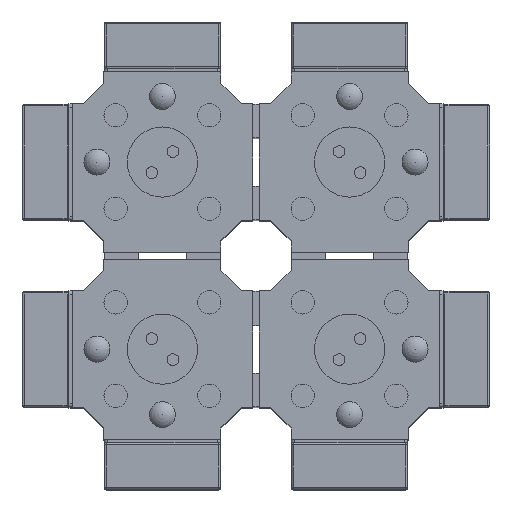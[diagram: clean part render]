
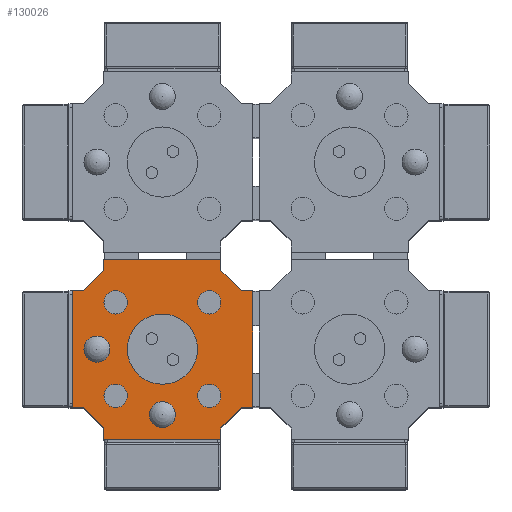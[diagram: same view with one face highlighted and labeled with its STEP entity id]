
A CAD part, top view. The second image highlights one B-rep face of the part: STEP entity #130026.
In plain terms, the highlighted planar face has unit normal (0, 0, 1).
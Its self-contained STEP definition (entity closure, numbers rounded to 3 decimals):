
#2539=CARTESIAN_POINT('',(50.,40.,200.0));
#2540=VERTEX_POINT('',#2539);
#2541=CARTESIAN_POINT('',(40.,40.,200.0));
#2542=DIRECTION('',(0.0,0.0,-1.0));
#2543=DIRECTION('',(-1.0,0.0,0.0));
#2544=AXIS2_PLACEMENT_3D('',#2541,#2542,#2543);
#2545=CIRCLE('',#2544,10.0);
#2546=EDGE_CURVE('',#2540,#2540,#2545,.T.);
#2576=CARTESIAN_POINT('',(50.0,-40.,200.0));
#2577=VERTEX_POINT('',#2576);
#2578=CARTESIAN_POINT('',(40.,-40.,200.0));
#2579=DIRECTION('',(0.0,0.0,-1.0));
#2580=DIRECTION('',(-1.0,0.0,0.0));
#2581=AXIS2_PLACEMENT_3D('',#2578,#2579,#2580);
#2582=CIRCLE('',#2581,10.0);
#2583=EDGE_CURVE('',#2577,#2577,#2582,.T.);
#2613=CARTESIAN_POINT('',(-30.0,-40.,200.0));
#2614=VERTEX_POINT('',#2613);
#2615=CARTESIAN_POINT('',(-40.0,-40.,200.0));
#2616=DIRECTION('',(0.0,0.0,-1.0));
#2617=DIRECTION('',(-1.0,0.0,0.0));
#2618=AXIS2_PLACEMENT_3D('',#2615,#2616,#2617);
#2619=CIRCLE('',#2618,10.0);
#2620=EDGE_CURVE('',#2614,#2614,#2619,.T.);
#2650=CARTESIAN_POINT('',(-30.0,40.0,200.0));
#2651=VERTEX_POINT('',#2650);
#2652=CARTESIAN_POINT('',(-40.0,40.0,200.0));
#2653=DIRECTION('',(0.0,0.0,-1.0));
#2654=DIRECTION('',(-1.0,0.0,0.0));
#2655=AXIS2_PLACEMENT_3D('',#2652,#2653,#2654);
#2656=CIRCLE('',#2655,10.0);
#2657=EDGE_CURVE('',#2651,#2651,#2656,.T.);
#3112=CARTESIAN_POINT('',(29.99,0.,200.0));
#3113=VERTEX_POINT('',#3112);
#3114=CARTESIAN_POINT('',(0.0,0.0,200.0));
#3115=DIRECTION('',(0.0,0.0,-1.0));
#3116=DIRECTION('',(-1.0,0.0,0.0));
#3117=AXIS2_PLACEMENT_3D('',#3114,#3115,#3116);
#3118=CIRCLE('',#3117,29.99);
#3119=EDGE_CURVE('',#3113,#3113,#3118,.T.);
#3246=CARTESIAN_POINT('',(-67.124,0.0,200.0));
#3247=VERTEX_POINT('',#3246);
#3248=CARTESIAN_POINT('',(-56.0,0.0,200.0));
#3249=DIRECTION('',(0.0,0.0,-1.0));
#3250=DIRECTION('',(0.0,1.0,0.0));
#3251=AXIS2_PLACEMENT_3D('',#3248,#3249,#3250);
#3252=CIRCLE('',#3251,11.124);
#3253=EDGE_CURVE('',#3247,#3247,#3252,.T.);
#3263=CARTESIAN_POINT('',(0.0,-67.124,200.0));
#3264=VERTEX_POINT('',#3263);
#3265=CARTESIAN_POINT('',(0.0,-56.0,200.0));
#3266=DIRECTION('',(0.0,0.0,-1.0));
#3267=DIRECTION('',(0.0,1.0,0.0));
#3268=AXIS2_PLACEMENT_3D('',#3265,#3266,#3267);
#3269=CIRCLE('',#3268,11.124);
#3270=EDGE_CURVE('',#3264,#3264,#3269,.T.);
#18598=CARTESIAN_POINT('',(-67.38,-50.0,200.0));
#18599=VERTEX_POINT('',#18598);
#18600=CARTESIAN_POINT('',(-77.0,-50.,200.0));
#18601=VERTEX_POINT('',#18600);
#18602=CARTESIAN_POINT('',(-67.38,-50.0,200.0));
#18603=DIRECTION('',(-1.0,0.0,0.0));
#18604=VECTOR('',#18603,9.62);
#18605=LINE('',#18602,#18604);
#18606=EDGE_CURVE('',#18599,#18601,#18605,.T.);
#67722=CARTESIAN_POINT('',(-77.0,50.,200.0));
#67723=VERTEX_POINT('',#67722);
#67724=CARTESIAN_POINT('',(-67.38,50.0,200.0));
#67725=VERTEX_POINT('',#67724);
#67726=CARTESIAN_POINT('',(-77.0,50.,200.0));
#67727=DIRECTION('',(1.0,0.0,0.0));
#67728=VECTOR('',#67727,9.62);
#67729=LINE('',#67726,#67728);
#67730=EDGE_CURVE('',#67723,#67725,#67729,.T.);
#67843=CARTESIAN_POINT('',(-50.0,67.38,200.0));
#67844=VERTEX_POINT('',#67843);
#67845=CARTESIAN_POINT('',(-50.0,77.0,200.0));
#67846=VERTEX_POINT('',#67845);
#67847=CARTESIAN_POINT('',(-50.0,67.38,200.0));
#67848=DIRECTION('',(0.0,1.0,0.0));
#67849=VECTOR('',#67848,9.62);
#67850=LINE('',#67847,#67849);
#67851=EDGE_CURVE('',#67844,#67846,#67850,.T.);
#67983=CARTESIAN_POINT('',(-50.,-77.0,200.0));
#67984=VERTEX_POINT('',#67983);
#67985=CARTESIAN_POINT('',(-50.0,-67.38,200.0));
#67986=VERTEX_POINT('',#67985);
#67987=CARTESIAN_POINT('',(-50.,-77.0,200.0));
#67988=DIRECTION('',(0.0,1.0,0.0));
#67989=VECTOR('',#67988,9.62);
#67990=LINE('',#67987,#67989);
#67991=EDGE_CURVE('',#67984,#67986,#67990,.T.);
#70285=CARTESIAN_POINT('',(77.0,-50.,200.0));
#70286=VERTEX_POINT('',#70285);
#70287=CARTESIAN_POINT('',(67.38,-50.,200.0));
#70288=VERTEX_POINT('',#70287);
#70289=CARTESIAN_POINT('',(77.0,-50.,200.0));
#70290=DIRECTION('',(-1.0,0.0,0.0));
#70291=VECTOR('',#70290,9.62);
#70292=LINE('',#70289,#70291);
#70293=EDGE_CURVE('',#70286,#70288,#70292,.T.);
#72541=CARTESIAN_POINT('',(50.,-67.38,200.0));
#72542=VERTEX_POINT('',#72541);
#72543=CARTESIAN_POINT('',(50.,-77.0,200.0));
#72544=VERTEX_POINT('',#72543);
#72545=CARTESIAN_POINT('',(50.,-67.38,200.0));
#72546=DIRECTION('',(0.0,-1.0,0.0));
#72547=VECTOR('',#72546,9.62);
#72548=LINE('',#72545,#72547);
#72549=EDGE_CURVE('',#72542,#72544,#72548,.T.);
#129612=CARTESIAN_POINT('',(-67.38,50.0,200.0));
#129613=DIRECTION('',(0.707,0.707,0.0));
#129614=VECTOR('',#129613,24.579);
#129615=LINE('',#129612,#129614);
#129616=EDGE_CURVE('',#67725,#67844,#129615,.T.);
#129650=CARTESIAN_POINT('',(50.,77.0,200.0));
#129651=VERTEX_POINT('',#129650);
#129652=CARTESIAN_POINT('',(-50.0,77.0,200.0));
#129653=DIRECTION('',(1.0,0.0,0.0));
#129654=VECTOR('',#129653,100.);
#129655=LINE('',#129652,#129654);
#129656=EDGE_CURVE('',#67846,#129651,#129655,.T.);
#129686=CARTESIAN_POINT('',(50.,67.38,200.0));
#129687=VERTEX_POINT('',#129686);
#129688=CARTESIAN_POINT('',(50.,77.0,200.0));
#129689=DIRECTION('',(0.0,-1.0,0.0));
#129690=VECTOR('',#129689,9.62);
#129691=LINE('',#129688,#129690);
#129692=EDGE_CURVE('',#129651,#129687,#129691,.T.);
#129710=CARTESIAN_POINT('',(67.38,50.,200.0));
#129711=VERTEX_POINT('',#129710);
#129712=CARTESIAN_POINT('',(50.,67.38,200.0));
#129713=DIRECTION('',(0.707,-0.707,0.0));
#129714=VECTOR('',#129713,24.579);
#129715=LINE('',#129712,#129714);
#129716=EDGE_CURVE('',#129687,#129711,#129715,.T.);
#129734=CARTESIAN_POINT('',(77.0,50.,200.0));
#129735=VERTEX_POINT('',#129734);
#129736=CARTESIAN_POINT('',(67.38,50.,200.0));
#129737=DIRECTION('',(1.0,0.0,0.0));
#129738=VECTOR('',#129737,9.62);
#129739=LINE('',#129736,#129738);
#129740=EDGE_CURVE('',#129711,#129735,#129739,.T.);
#129758=CARTESIAN_POINT('',(77.0,50.,200.0));
#129759=DIRECTION('',(0.0,-1.0,0.0));
#129760=VECTOR('',#129759,100.0);
#129761=LINE('',#129758,#129760);
#129762=EDGE_CURVE('',#129735,#70286,#129761,.T.);
#129802=CARTESIAN_POINT('',(67.38,-50.,200.0));
#129803=DIRECTION('',(-0.707,-0.707,0.0));
#129804=VECTOR('',#129803,24.579);
#129805=LINE('',#129802,#129804);
#129806=EDGE_CURVE('',#70288,#72542,#129805,.T.);
#129840=CARTESIAN_POINT('',(50.,-77.0,200.0));
#129841=DIRECTION('',(-1.0,0.0,0.0));
#129842=VECTOR('',#129841,100.0);
#129843=LINE('',#129840,#129842);
#129844=EDGE_CURVE('',#72544,#67984,#129843,.T.);
#129902=CARTESIAN_POINT('',(-50.0,-67.38,200.0));
#129903=DIRECTION('',(-0.707,0.707,0.0));
#129904=VECTOR('',#129903,24.579);
#129905=LINE('',#129902,#129904);
#129906=EDGE_CURVE('',#67986,#18599,#129905,.T.);
#129940=CARTESIAN_POINT('',(-77.0,-50.,200.0));
#129941=DIRECTION('',(0.0,1.0,0.0));
#129942=VECTOR('',#129941,100.);
#129943=LINE('',#129940,#129942);
#129944=EDGE_CURVE('',#18601,#67723,#129943,.T.);
#129982=CARTESIAN_POINT('',(0.,0.,200.0));
#129983=DIRECTION('',(0.0,0.0,1.0));
#129984=DIRECTION('',(1.0,0.0,0.0));
#129985=AXIS2_PLACEMENT_3D('',#129982,#129983,#129984);
#129986=PLANE('',#129985);
#129987=ORIENTED_EDGE('',*,*,#67730,.F.);
#129988=ORIENTED_EDGE('',*,*,#129944,.F.);
#129989=ORIENTED_EDGE('',*,*,#18606,.F.);
#129990=ORIENTED_EDGE('',*,*,#129906,.F.);
#129991=ORIENTED_EDGE('',*,*,#67991,.F.);
#129992=ORIENTED_EDGE('',*,*,#129844,.F.);
#129993=ORIENTED_EDGE('',*,*,#72549,.F.);
#129994=ORIENTED_EDGE('',*,*,#129806,.F.);
#129995=ORIENTED_EDGE('',*,*,#70293,.F.);
#129996=ORIENTED_EDGE('',*,*,#129762,.F.);
#129997=ORIENTED_EDGE('',*,*,#129740,.F.);
#129998=ORIENTED_EDGE('',*,*,#129716,.F.);
#129999=ORIENTED_EDGE('',*,*,#129692,.F.);
#130000=ORIENTED_EDGE('',*,*,#129656,.F.);
#130001=ORIENTED_EDGE('',*,*,#67851,.F.);
#130002=ORIENTED_EDGE('',*,*,#129616,.F.);
#130003=EDGE_LOOP('',(#129987,#129988,#129989,#129990,#129991,#129992,#129993,#129994,#129995,#129996,#129997,#129998,#129999,#130000,#130001,#130002));
#130004=FACE_OUTER_BOUND('',#130003,.T.);
#130005=ORIENTED_EDGE('',*,*,#2546,.T.);
#130006=EDGE_LOOP('',(#130005));
#130007=FACE_BOUND('',#130006,.T.);
#130008=ORIENTED_EDGE('',*,*,#2583,.T.);
#130009=EDGE_LOOP('',(#130008));
#130010=FACE_BOUND('',#130009,.T.);
#130011=ORIENTED_EDGE('',*,*,#2620,.T.);
#130012=EDGE_LOOP('',(#130011));
#130013=FACE_BOUND('',#130012,.T.);
#130014=ORIENTED_EDGE('',*,*,#2657,.T.);
#130015=EDGE_LOOP('',(#130014));
#130016=FACE_BOUND('',#130015,.T.);
#130017=ORIENTED_EDGE('',*,*,#3119,.T.);
#130018=EDGE_LOOP('',(#130017));
#130019=FACE_BOUND('',#130018,.T.);
#130020=ORIENTED_EDGE('',*,*,#3253,.T.);
#130021=EDGE_LOOP('',(#130020));
#130022=FACE_BOUND('',#130021,.T.);
#130023=ORIENTED_EDGE('',*,*,#3270,.T.);
#130024=EDGE_LOOP('',(#130023));
#130025=FACE_BOUND('',#130024,.T.);
#130026=ADVANCED_FACE('',(#130004,#130007,#130010,#130013,#130016,#130019,#130022,#130025),#129986,.T.);
